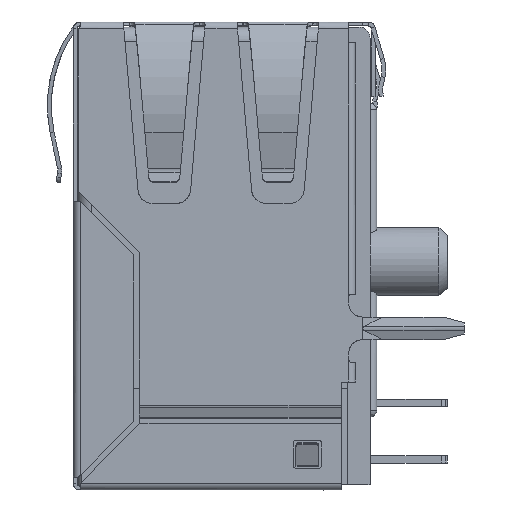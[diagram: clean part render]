
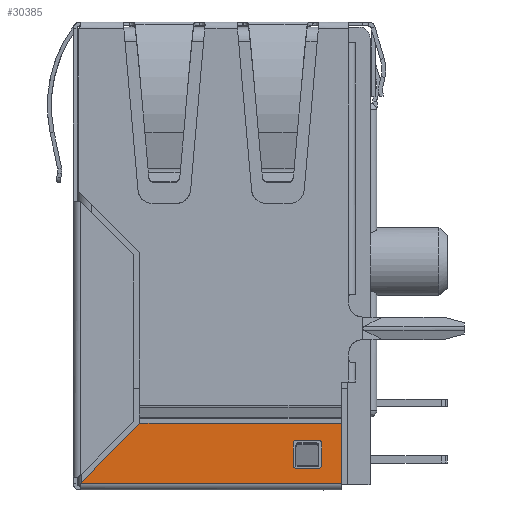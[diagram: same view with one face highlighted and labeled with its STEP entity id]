
A CAD part, left-side view. The second image highlights one B-rep face of the part: STEP entity #30385.
In plain terms, the highlighted planar face has unit normal (-1, 0, 0).
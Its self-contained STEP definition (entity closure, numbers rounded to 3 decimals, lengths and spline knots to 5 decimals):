
#786=LINE('',#43518,#3215);
#787=LINE('',#43545,#3216);
#788=LINE('',#43546,#3217);
#789=LINE('',#43548,#3218);
#790=LINE('',#43550,#3219);
#3215=VECTOR('',#35233,39.37008);
#3216=VECTOR('',#35244,39.37008);
#3217=VECTOR('',#35245,39.37008);
#3218=VECTOR('',#35246,39.37008);
#3219=VECTOR('',#35247,39.37008);
#5425=CIRCLE('',#32798,0.005);
#5426=CIRCLE('',#32799,0.005);
#5427=CIRCLE('',#32800,0.005);
#5428=CIRCLE('',#32801,0.005);
#5827=PLANE('',#32797);
#7916=ORIENTED_EDGE('',*,*,#15738,.T.);
#7917=ORIENTED_EDGE('',*,*,#15739,.T.);
#7918=ORIENTED_EDGE('',*,*,#15740,.T.);
#7919=ORIENTED_EDGE('',*,*,#15741,.F.);
#7920=ORIENTED_EDGE('',*,*,#15742,.T.);
#7921=ORIENTED_EDGE('',*,*,#15743,.F.);
#7922=ORIENTED_EDGE('',*,*,#15744,.T.);
#7923=ORIENTED_EDGE('',*,*,#15745,.T.);
#7924=ORIENTED_EDGE('',*,*,#15746,.F.);
#7925=ORIENTED_EDGE('',*,*,#15747,.F.);
#7926=ORIENTED_EDGE('',*,*,#15748,.F.);
#7927=ORIENTED_EDGE('',*,*,#15736,.T.);
#15736=EDGE_CURVE('',#20779,#20778,#786,.T.);
#15738=EDGE_CURVE('',#20780,#20781,#5425,.T.);
#15739=EDGE_CURVE('',#20781,#20782,#24761,.T.);
#15740=EDGE_CURVE('',#20782,#20783,#5426,.T.);
#15741=EDGE_CURVE('',#20784,#20783,#24762,.T.);
#15742=EDGE_CURVE('',#20784,#20785,#5427,.T.);
#15743=EDGE_CURVE('',#20786,#20785,#24763,.T.);
#15744=EDGE_CURVE('',#20786,#20787,#5428,.T.);
#15745=EDGE_CURVE('',#20787,#20780,#787,.T.);
#15746=EDGE_CURVE('',#20788,#20778,#788,.T.);
#15747=EDGE_CURVE('',#20789,#20788,#789,.T.);
#15748=EDGE_CURVE('',#20779,#20789,#790,.T.);
#20778=VERTEX_POINT('',#43517);
#20779=VERTEX_POINT('',#43519);
#20780=VERTEX_POINT('',#43528);
#20781=VERTEX_POINT('',#43529);
#20782=VERTEX_POINT('',#43532);
#20783=VERTEX_POINT('',#43534);
#20784=VERTEX_POINT('',#43537);
#20785=VERTEX_POINT('',#43539);
#20786=VERTEX_POINT('',#43542);
#20787=VERTEX_POINT('',#43544);
#20788=VERTEX_POINT('',#43547);
#20789=VERTEX_POINT('',#43549);
#24761=B_SPLINE_CURVE_WITH_KNOTS('',1,(#43530,#43531),.UNSPECIFIED.,.F.,
 .F.,(2,2),(0.,1.),.UNSPECIFIED.);
#24762=B_SPLINE_CURVE_WITH_KNOTS('',1,(#43535,#43536),.UNSPECIFIED.,.F.,
 .F.,(2,2),(0.,1.),.UNSPECIFIED.);
#24763=B_SPLINE_CURVE_WITH_KNOTS('',1,(#43540,#43541),.UNSPECIFIED.,.F.,
 .F.,(2,2),(0.,1.),.UNSPECIFIED.);
#27091=EDGE_LOOP('',(#7916,#7917,#7918,#7919,#7920,#7921,#7922,#7923));
#27092=EDGE_LOOP('',(#7924,#7925,#7926,#7927));
#28684=FACE_BOUND('',#27091,.T.);
#28685=FACE_BOUND('',#27092,.T.);
#30385=ADVANCED_FACE('',(#28684,#28685),#5827,.F.);
#32797=AXIS2_PLACEMENT_3D('',#43526,#35234,#35235);
#32798=AXIS2_PLACEMENT_3D('',#43527,#35236,#35237);
#32799=AXIS2_PLACEMENT_3D('',#43533,#35238,#35239);
#32800=AXIS2_PLACEMENT_3D('',#43538,#35240,#35241);
#32801=AXIS2_PLACEMENT_3D('',#43543,#35242,#35243);
#35233=DIRECTION('',(0.,0.,1.));
#35234=DIRECTION('',(1.,0.,0.));
#35235=DIRECTION('',(0.,1.,0.));
#35236=DIRECTION('',(1.,0.,0.));
#35237=DIRECTION('',(0.,0.,-1.));
#35238=DIRECTION('',(1.,0.,0.));
#35239=DIRECTION('',(0.,0.,-1.));
#35240=DIRECTION('',(1.,0.,0.));
#35241=DIRECTION('',(0.,0.,-1.));
#35242=DIRECTION('',(1.,0.,0.));
#35243=DIRECTION('',(0.,0.,-1.));
#35244=DIRECTION('',(0.,0.,1.));
#35245=DIRECTION('',(0.,-1.,0.));
#35246=DIRECTION('',(0.,-0.707,0.707));
#35247=DIRECTION('',(0.,1.,0.));
#43517=CARTESIAN_POINT('',(-0.308,0.063,-0.701));
#43518=CARTESIAN_POINT('',(-0.308,0.063,-0.55045));
#43519=CARTESIAN_POINT('',(-0.308,0.063,-0.807));
#43526=CARTESIAN_POINT('',(-0.308,0.4775,-0.55045));
#43527=CARTESIAN_POINT('',(-0.308,0.14284,-0.73563));
#43528=CARTESIAN_POINT('',(-0.308,0.14784,-0.73563));
#43529=CARTESIAN_POINT('',(-0.308,0.14284,-0.73063));
#43530=CARTESIAN_POINT('',(-0.308,0.14284,-0.73063));
#43531=CARTESIAN_POINT('',(-0.308,0.10284,-0.73063));
#43532=CARTESIAN_POINT('',(-0.308,0.10284,-0.73063));
#43533=CARTESIAN_POINT('',(-0.308,0.10284,-0.73563));
#43534=CARTESIAN_POINT('',(-0.308,0.09784,-0.73563));
#43535=CARTESIAN_POINT('',(-0.308,0.09784,-0.77563));
#43536=CARTESIAN_POINT('',(-0.308,0.09784,-0.73563));
#43537=CARTESIAN_POINT('',(-0.308,0.09784,-0.77563));
#43538=CARTESIAN_POINT('',(-0.308,0.10284,-0.77563));
#43539=CARTESIAN_POINT('',(-0.308,0.10284,-0.78063));
#43540=CARTESIAN_POINT('',(-0.308,0.14284,-0.78063));
#43541=CARTESIAN_POINT('',(-0.308,0.10284,-0.78063));
#43542=CARTESIAN_POINT('',(-0.308,0.14284,-0.78063));
#43543=CARTESIAN_POINT('',(-0.308,0.14284,-0.77563));
#43544=CARTESIAN_POINT('',(-0.308,0.14784,-0.77563));
#43545=CARTESIAN_POINT('',(-0.308,0.14784,-0.55045));
#43546=CARTESIAN_POINT('',(-0.308,0.241,-0.701));
#43547=CARTESIAN_POINT('',(-0.308,0.419,-0.701));
#43548=CARTESIAN_POINT('',(-0.308,0.472,-0.754));
#43549=CARTESIAN_POINT('',(-0.308,0.525,-0.807));
#43550=CARTESIAN_POINT('',(-0.308,0.05376,-0.807));
